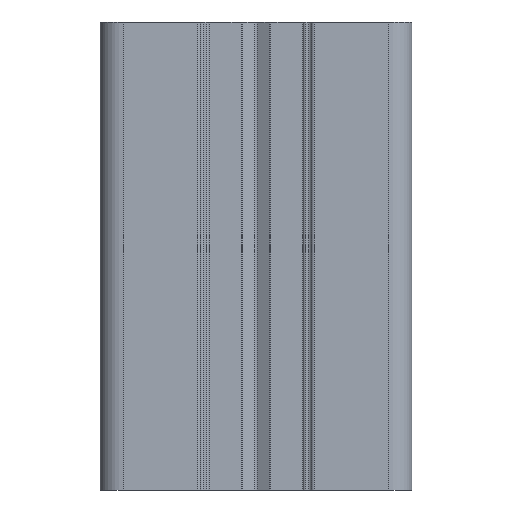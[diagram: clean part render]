
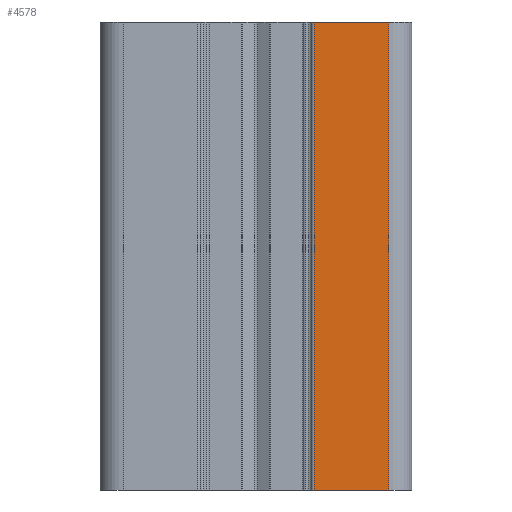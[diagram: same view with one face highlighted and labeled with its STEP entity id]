
A CAD part, front view. The second image highlights one B-rep face of the part: STEP entity #4578.
In plain terms, the highlighted planar face has unit normal (0, -1, 0).
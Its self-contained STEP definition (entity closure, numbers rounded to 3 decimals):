
#374 = DIRECTION ( 'NONE',  ( 0., 0., -1. ) ) ;
#457 = ORIENTED_EDGE ( 'NONE', *, *, #834, .F. ) ;
#569 = VECTOR ( 'NONE', #5469, 1000. ) ;
#597 = CARTESIAN_POINT ( 'NONE',  ( 3.749, -9.999, 30. ) ) ;
#705 = DIRECTION ( 'NONE',  ( 0., 0., -1. ) ) ;
#834 = EDGE_CURVE ( 'NONE', #1371, #4568, #3956, .T. ) ;
#900 = VECTOR ( 'NONE', #904, 1000. ) ;
#904 = DIRECTION ( 'NONE',  ( -1., 0., 0. ) ) ;
#1142 = CARTESIAN_POINT ( 'NONE',  ( 8.498, -9.999, 0. ) ) ;
#1321 = CARTESIAN_POINT ( 'NONE',  ( 8.498, -9.999, 30. ) ) ;
#1362 = AXIS2_PLACEMENT_3D ( 'NONE', #2415, #4208, #2851 ) ;
#1371 = VERTEX_POINT ( 'NONE', #4527 ) ;
#1812 = EDGE_CURVE ( 'NONE', #4891, #3399, #2060, .T. ) ;
#1850 = CARTESIAN_POINT ( 'NONE',  ( 8.498, -9.999, 30. ) ) ;
#1874 = FACE_OUTER_BOUND ( 'NONE', #3302, .T. ) ;
#1971 = PLANE ( 'NONE',  #1362 ) ;
#2060 = LINE ( 'NONE', #1321, #900 ) ;
#2093 = EDGE_CURVE ( 'NONE', #3399, #4568, #5152, .T. ) ;
#2415 = CARTESIAN_POINT ( 'NONE',  ( 8.498, -9.999, 30. ) ) ;
#2504 = ORIENTED_EDGE ( 'NONE', *, *, #1812, .T. ) ;
#2506 = CARTESIAN_POINT ( 'NONE',  ( 3.749, -9.999, 30. ) ) ;
#2610 = EDGE_CURVE ( 'NONE', #4891, #1371, #2729, .T. ) ;
#2729 = LINE ( 'NONE', #3232, #5084 ) ;
#2851 = DIRECTION ( 'NONE',  ( 1., 0., 0. ) ) ;
#3015 = VECTOR ( 'NONE', #374, 1000. ) ;
#3232 = CARTESIAN_POINT ( 'NONE',  ( 8.498, -9.999, 30. ) ) ;
#3302 = EDGE_LOOP ( 'NONE', ( #457, #4523, #2504, #4301 ) ) ;
#3399 = VERTEX_POINT ( 'NONE', #597 ) ;
#3700 = CARTESIAN_POINT ( 'NONE',  ( 3.749, -9.999, 0. ) ) ;
#3956 = LINE ( 'NONE', #1142, #569 ) ;
#4208 = DIRECTION ( 'NONE',  ( 0., -1., 0. ) ) ;
#4301 = ORIENTED_EDGE ( 'NONE', *, *, #2093, .T. ) ;
#4523 = ORIENTED_EDGE ( 'NONE', *, *, #2610, .F. ) ;
#4527 = CARTESIAN_POINT ( 'NONE',  ( 8.498, -9.999, 0. ) ) ;
#4568 = VERTEX_POINT ( 'NONE', #3700 ) ;
#4578 = ADVANCED_FACE ( 'NONE', ( #1874 ), #1971, .T. ) ;
#4891 = VERTEX_POINT ( 'NONE', #1850 ) ;
#5084 = VECTOR ( 'NONE', #705, 1000. ) ;
#5152 = LINE ( 'NONE', #2506, #3015 ) ;
#5469 = DIRECTION ( 'NONE',  ( -1., 0., 0. ) ) ;
